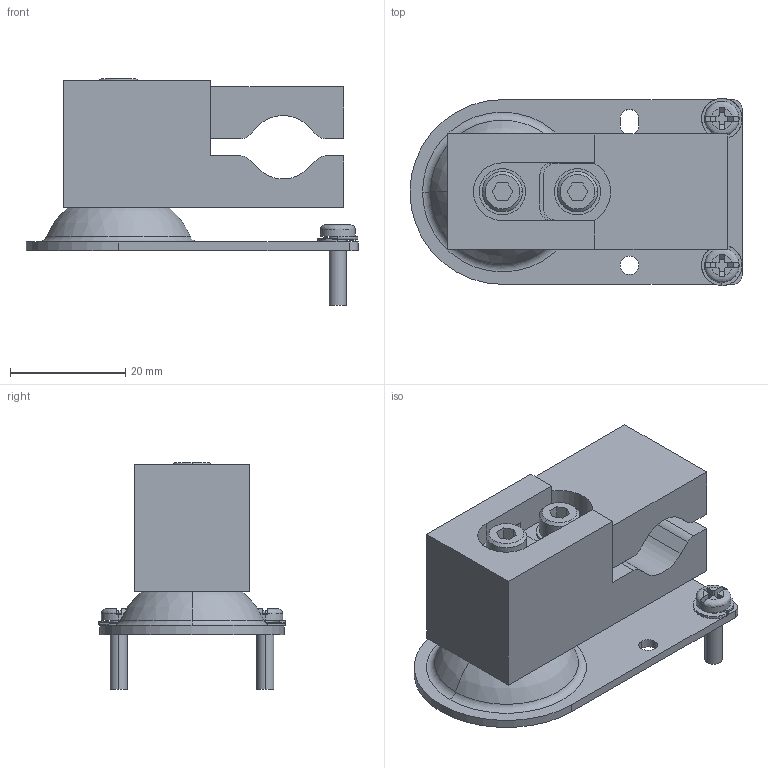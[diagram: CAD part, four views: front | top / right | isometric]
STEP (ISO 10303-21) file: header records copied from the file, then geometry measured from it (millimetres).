
FILE_DESCRIPTION((''),'2;1');
FILE_NAME('SG_57-A2E5_ASM','2014-04-03T',('krago'),(''),'PRO/ENGINEER BY PARAMETRIC TECHNOLOGY CORPORATION, 2013050','PRO/ENGINEER BY PARAMETRIC TECHNOLOGY CORPORATION, 2013050','');
FILE_SCHEMA(('CONFIG_CONTROL_DESIGN'));
Length unit declared in the file: millimetre
Products named in the file (11): SG_544519; SG_544518; SG_544517; 04AB77A_1; WASHER-045; SG_M4X25; SG_M4X14; SG_543444; SPRING-WASHER_4_2; SG_543444_ASM; SG_57-A2E5_ASM
Assembly tree (12 placements, depth 3):
  SG_57-A2E5_ASM
    SG_544519
    SG_544518
    SG_544517
    04AB77A_1
    WASHER-045  x2
    SG_M4X25
    SG_M4X14
    SG_543444_ASM  x2
      SG_543444
      SPRING-WASHER_4_2
Bounding box: 57.5 x 32.4 x 39.3 mm (x, y, z)
Volume: 20473.6 mm3; surface area: 13096.9 mm2
Topology: 12 solids, 12 shells, 218 faces, 543 edges, 352 vertices
Faces by surface type: plane 119, cylinder 65, cone 10, sphere 8, bspline 8, torus 4, revolution 4
Entity records: 6483 total; most frequent: CARTESIAN_POINT 1538, DIRECTION 930, ORIENTED_EDGE 844, EDGE_CURVE 422, AXIS2_PLACEMENT_3D 338, VERTEX_POINT 274, VECTOR 252, LINE 252
